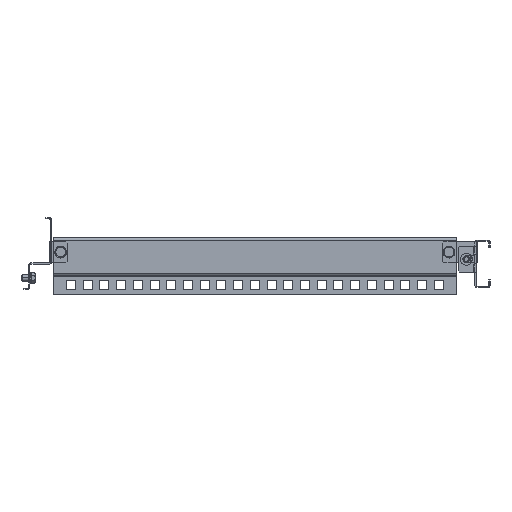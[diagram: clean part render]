
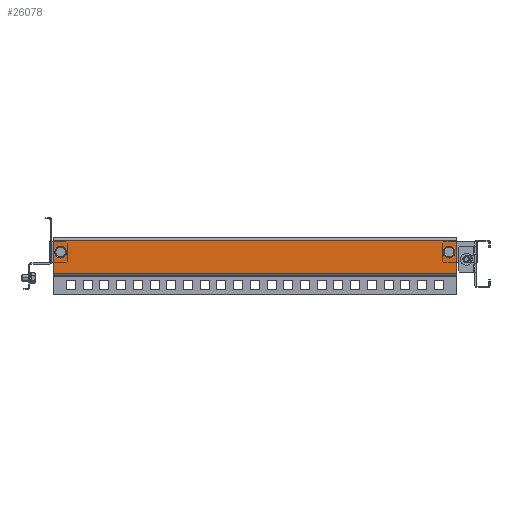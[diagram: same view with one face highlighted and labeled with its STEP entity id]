
A CAD part, left-side view. The second image highlights one B-rep face of the part: STEP entity #26078.
In plain terms, the highlighted planar face has unit normal (-1, 0, 0).
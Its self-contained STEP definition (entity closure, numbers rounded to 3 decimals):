
#841=DIRECTION('',(0.,0.,1.));
#842=VECTOR('',#841,44.);
#843=CARTESIAN_POINT('',(-255.,-212.,-45.5));
#844=LINE('',#843,#842);
#6661=DIRECTION('',(0.,1.,0.));
#6662=VECTOR('',#6661,536.6);
#6663=CARTESIAN_POINT('',(-255.,-212.,-1.5));
#6664=LINE('',#6663,#6662);
#6665=DIRECTION('',(0.,1.,0.));
#6666=VECTOR('',#6665,536.6);
#6667=CARTESIAN_POINT('',(-255.,-212.,-45.5));
#6668=LINE('',#6667,#6666);
#6669=DIRECTION('',(0.,0.,1.));
#6670=VECTOR('',#6669,44.);
#6671=CARTESIAN_POINT('',(-255.,324.6,-45.5));
#6672=LINE('',#6671,#6670);
#6673=CARTESIAN_POINT('',(-255.,314.5,-17.5));
#6674=DIRECTION('',(1.,0.,0.));
#6675=DIRECTION('',(0.,1.,0.));
#6676=AXIS2_PLACEMENT_3D('',#6673,#6674,#6675);
#6678=CARTESIAN_POINT('',(-255.,314.5,-17.5));
#6679=DIRECTION('',(1.,0.,0.));
#6680=DIRECTION('',(0.,-1.,0.));
#6681=AXIS2_PLACEMENT_3D('',#6678,#6679,#6680);
#6683=CARTESIAN_POINT('',(-255.,-201.9,-17.5));
#6684=DIRECTION('',(1.,0.,0.));
#6685=DIRECTION('',(0.,1.,0.));
#6686=AXIS2_PLACEMENT_3D('',#6683,#6684,#6685);
#6688=CARTESIAN_POINT('',(-255.,-201.9,-17.5));
#6689=DIRECTION('',(1.,0.,0.));
#6690=DIRECTION('',(0.,-1.,0.));
#6691=AXIS2_PLACEMENT_3D('',#6688,#6689,#6690);
#12603=CARTESIAN_POINT('',(-255.,324.6,-1.5));
#12604=VERTEX_POINT('',#12603);
#12605=CARTESIAN_POINT('',(-255.,324.6,-45.5));
#12606=VERTEX_POINT('',#12605);
#12997=CARTESIAN_POINT('',(-255.,-212.,-45.5));
#12998=VERTEX_POINT('',#12997);
#12999=CARTESIAN_POINT('',(-255.,-212.,-1.5));
#13000=VERTEX_POINT('',#12999);
#15752=CARTESIAN_POINT('',(-255.,322.425,-17.5));
#15753=CARTESIAN_POINT('',(-255.,306.575,-17.5));
#15754=VERTEX_POINT('',#15752);
#15755=VERTEX_POINT('',#15753);
#15784=CARTESIAN_POINT('',(-255.,-193.975,-17.5));
#15785=CARTESIAN_POINT('',(-255.,-209.825,-17.5));
#15786=VERTEX_POINT('',#15784);
#15787=VERTEX_POINT('',#15785);
#26054=CARTESIAN_POINT('',(-255.,56.3,-23.5));
#26055=DIRECTION('',(1.,0.,0.));
#26056=DIRECTION('',(0.,0.,-1.));
#26057=AXIS2_PLACEMENT_3D('',#26054,#26055,#26056);
#26058=PLANE('',#26057);
#26060=ORIENTED_EDGE('',*,*,#26059,.T.);
#26061=ORIENTED_EDGE('',*,*,#17075,.T.);
#26062=ORIENTED_EDGE('',*,*,#26049,.F.);
#26063=ORIENTED_EDGE('',*,*,#17027,.F.);
#26064=EDGE_LOOP('',(#26060,#26061,#26062,#26063));
#26065=FACE_OUTER_BOUND('',#26064,.F.);
#26067=ORIENTED_EDGE('',*,*,#26066,.F.);
#26069=ORIENTED_EDGE('',*,*,#26068,.F.);
#26070=EDGE_LOOP('',(#26067,#26069));
#26071=FACE_BOUND('',#26070,.F.);
#26073=ORIENTED_EDGE('',*,*,#26072,.F.);
#26075=ORIENTED_EDGE('',*,*,#26074,.F.);
#26076=EDGE_LOOP('',(#26073,#26075));
#26077=FACE_BOUND('',#26076,.F.);
#26078=ADVANCED_FACE('',(#26065,#26071,#26077),#26058,.F.);
#6677=CIRCLE('',#6676,7.925);
#6682=CIRCLE('',#6681,7.925);
#6687=CIRCLE('',#6686,7.925);
#6692=CIRCLE('',#6691,7.925);
#17027=EDGE_CURVE('',#12998,#13000,#844,.T.);
#17075=EDGE_CURVE('',#12606,#12604,#6672,.T.);
#26049=EDGE_CURVE('',#13000,#12604,#6664,.T.);
#26059=EDGE_CURVE('',#12998,#12606,#6668,.T.);
#26066=EDGE_CURVE('',#15754,#15755,#6677,.T.);
#26068=EDGE_CURVE('',#15755,#15754,#6682,.T.);
#26072=EDGE_CURVE('',#15786,#15787,#6687,.T.);
#26074=EDGE_CURVE('',#15787,#15786,#6692,.T.);
